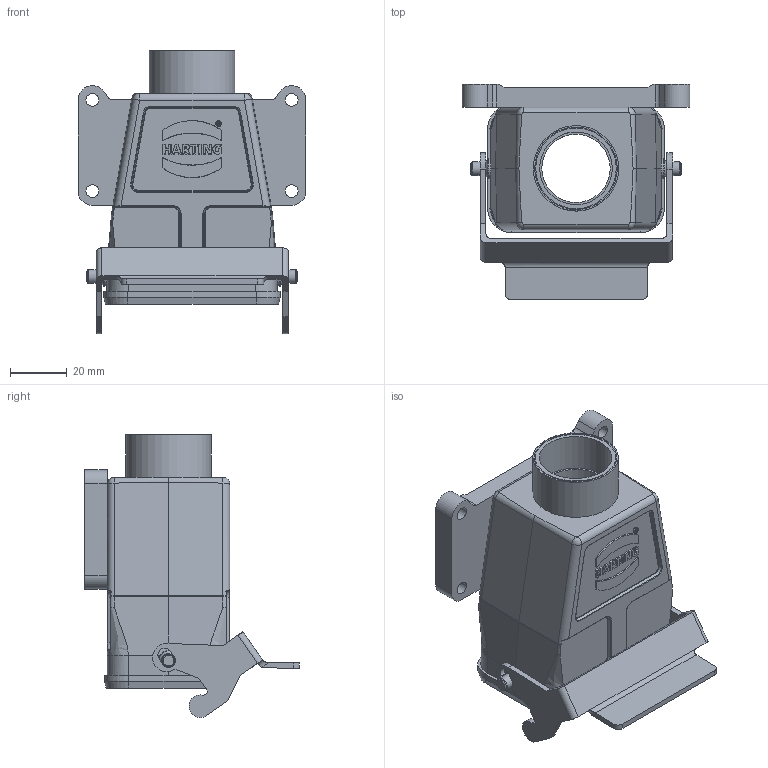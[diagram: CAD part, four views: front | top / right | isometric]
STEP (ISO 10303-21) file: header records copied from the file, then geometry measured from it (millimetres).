
FILE_DESCRIPTION((''),'2;1');
FILE_NAME('04300060763.stp','2020-07-07T15:21:37',('e.eickhoff'),(''),'Autodesk Inventor 2012','Autodesk Inventor 2012','');
FILE_SCHEMA(('AUTOMOTIVE_DESIGN { 1 0 10303 214 1 1 1 1 }'));
Length unit declared in the file: millimetre
Products named in the file (4): 04300060763; Metallbügel 1; M25-PG21 Adapter
Assembly tree (3 placements, depth 2):
  04300060763
    04300060763
    Metallbügel 1
    M25-PG21 Adapter
Bounding box: 80 x 75.47 x 99.44 mm (x, y, z)
Volume: 74045.5 mm3; surface area: 51349.5 mm2
Topology: 3 solids, 4 shells, 762 faces, 1875 edges, 1140 vertices
Faces by surface type: plane 302, cylinder 239, bspline 88, torus 58, cone 51, sphere 24
Full cylindrical faces by diameter (mm): 3 x4, 4 x8, 4.5 x7, 4.8 x2, 7 x2, 8 x3, 9 x3, 24 x1, 25.5 x1, 26.78 x1, 28.3 x2, 29 x1, 30 x1
Entity records: 25352 total; most frequent: CARTESIAN_POINT 7180, DIRECTION 3669, ORIENTED_EDGE 3512, EDGE_CURVE 1756, AXIS2_PLACEMENT_3D 1369, VERTEX_POINT 1106, VECTOR 931, LINE 931
